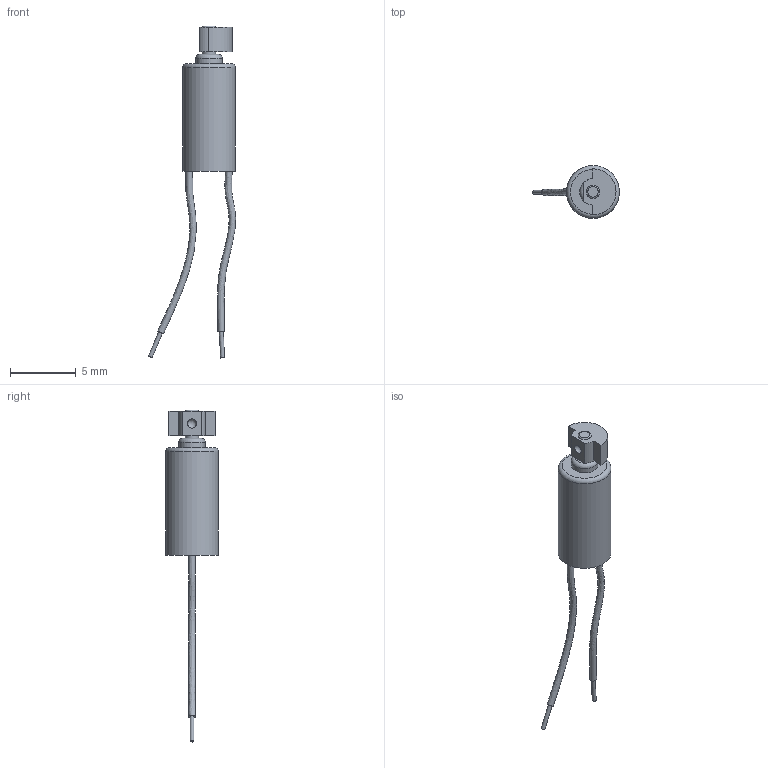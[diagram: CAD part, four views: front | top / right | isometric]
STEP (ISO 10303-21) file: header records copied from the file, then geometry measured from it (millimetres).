
FILE_DESCRIPTION( ( 'Unknown' ), '1' );
FILE_NAME( '4mm mini vibration motor.stp', 'Unknown', ( 'Unknown' ), ( 'Unknown' ), 'PSStep 16.0.42', 'Unknown', ' ' );
FILE_SCHEMA( ( 'AUTOMOTIVE_DESIGN { 1 0 10303 214 1 1 1 1 }' ) );
Length unit declared in the file: millimetre
Products named in the file (1): 1
Bounding box: 6.61 x 4 x 25.16 mm (x, y, z)
Volume: 120.8 mm3; surface area: 202.7 mm2
Topology: 1 solids, 1 shells, 27 faces, 56 edges, 38 vertices
Faces by surface type: plane 13, cylinder 8, torus 3, bspline 2, sphere 1
Full cylindrical faces by diameter (mm): 0.3 x2, 1 x1, 2 x1, 4 x1
Entity records: 1012 total; most frequent: CARTESIAN_POINT 276, DIRECTION 114, ORIENTED_EDGE 74, AXIS2_PLACEMENT_3D 51, EDGE_LOOP 46, FACE_OUTER_BOUND 37, EDGE_CURVE 37, VERTEX_POINT 31
